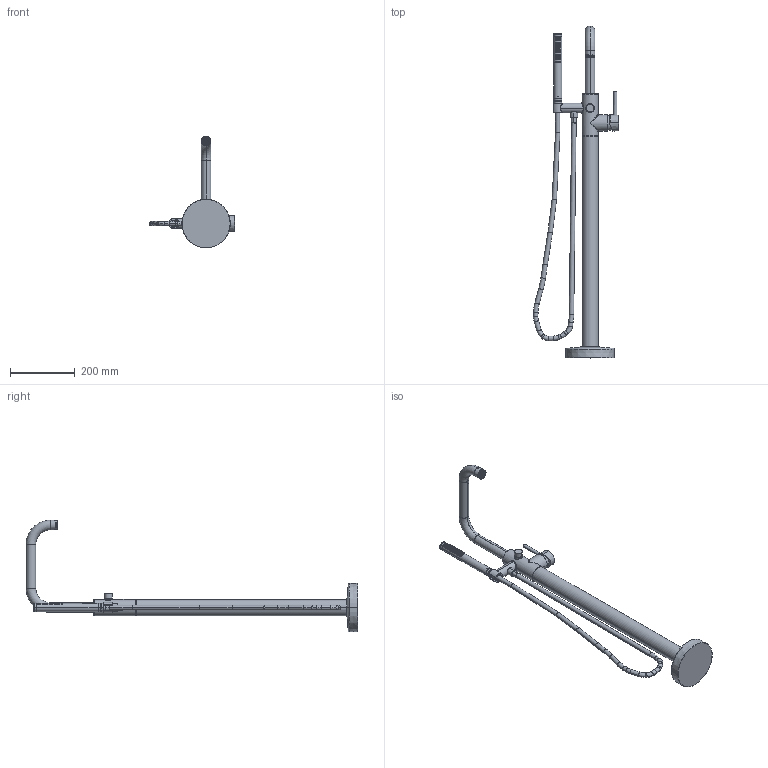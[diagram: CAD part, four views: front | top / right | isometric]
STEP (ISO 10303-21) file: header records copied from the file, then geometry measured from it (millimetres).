
FILE_DESCRIPTION((''),'2;1');
FILE_NAME('1400-4261_','2021-08-30T17:18:17',('rsmith'),(''),'CREO PARAMETRIC BY PTC INC, 2018400','CREO PARAMETRIC BY PTC INC, 2018400','');
FILE_SCHEMA(('AUTOMOTIVE_DESIGN { 1 0 10303 214 1 1 1 1 }'));
Products named in the file (1): 1400-4261_
Bounding box: 262.98 x 1025.4 x 345.17 mm (x, y, z)
Volume: 2605808.6 mm3; surface area: 395425.4 mm2
Topology: 2 solids, 2 shells, 1938 faces, 4788 edges, 3007 vertices
Faces by surface type: plane 872, bspline 667, cylinder 300, torus 62, cone 23, sphere 14
Entity records: 164550 total; most frequent: CARTESIAN_POINT 100960, ORIENTED_EDGE 9552, DIRECTION 6690, PRESENTATION_STYLE_ASSIGNMENT 5709, STYLED_ITEM 4781, CURVE_STYLE 4776, EDGE_CURVE 4776, VERTEX_POINT 3007
